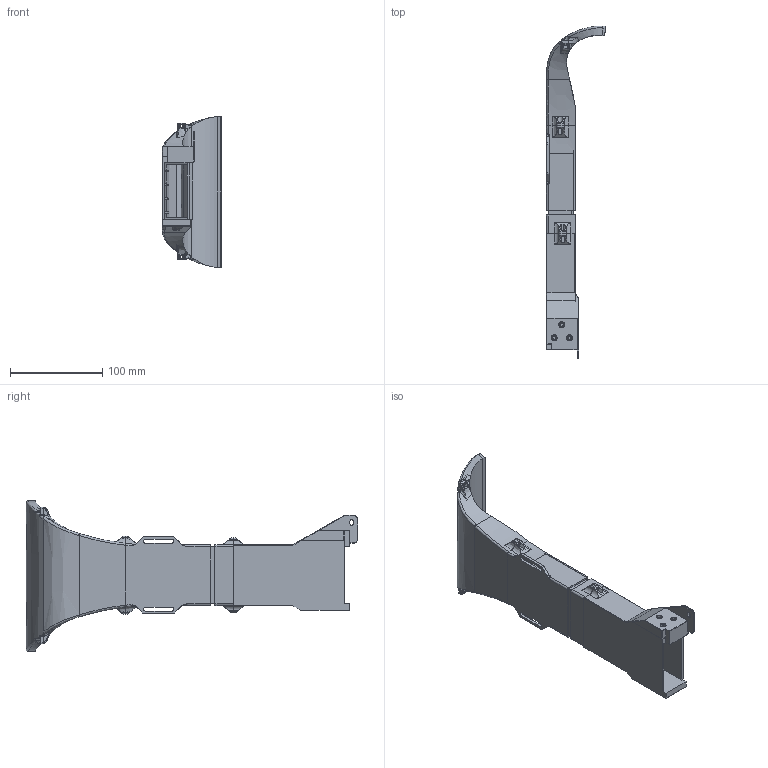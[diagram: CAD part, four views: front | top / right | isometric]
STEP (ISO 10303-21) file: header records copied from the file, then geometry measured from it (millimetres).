
FILE_DESCRIPTION(/* description */ (''),/* implementation_level */ '2;1');
FILE_NAME(/* name */ 'RSCS by A1.step',/* time_stamp */ '2025-05-26T00:08:57-04:00',/* author */ (''),/* organization */ (''),/* preprocessor_version */ 'ST-DEVELOPER v20.1',/* originating_system */ 'Autodesk Translation Framework v14.4.0.0',/* authorisation */ '');
FILE_SCHEMA (('AUTOMOTIVE_DESIGN { 1 0 10303 214 3 1 1 }'));
Length unit declared in the file: millimetre
Products named in the file (27): RSCS by A1; Vz-330_WEB; RSCS; Vz330 Remote Static Cooling System v21; fan duct ; Mid Bottom (1); Vz-330_WEB_1; RSCS_1; Vz330 Remote Static Cooling System v21_1; fan duct _1; mid top (1); Vz-330_WEB_2; RSCS_2; Vz330 Remote Static Cooling System v21_2; fan duct _2; top expander (1); Vz-330_WEB_3; RSCS_3; Vz330 Remote Static Cooling System v21_3; fan duct _3; Top oulet (1); Vz-330_WEB_4; RSCS_4; Vz330 Remote Static Cooling System v21 (1); fan duct  (1); Bottom (1)_1; Left ear
Assembly tree (26 placements, depth 6):
  RSCS by A1
    Vz-330_WEB
      RSCS
        Vz330 Remote Static Cooling System v21
          fan duct 
            Mid Bottom (1)
    Vz-330_WEB_1
      RSCS_1
        Vz330 Remote Static Cooling System v21_1
          fan duct _1
            mid top (1)
    Vz-330_WEB_2
      RSCS_2
        Vz330 Remote Static Cooling System v21_2
          fan duct _2
            top expander (1)
    Vz-330_WEB_3
      RSCS_3
        Vz330 Remote Static Cooling System v21_3
          fan duct _3
            Top oulet (1)
    Vz-330_WEB_4
      RSCS_4
        Vz330 Remote Static Cooling System v21 (1)
          fan duct  (1)
            Bottom (1)_1
      Left ear
Bounding box: 63.93 x 359.48 x 163 mm (x, y, z)
Volume: 225589.3 mm3; surface area: 198337.8 mm2
Topology: 6 solids, 6 shells, 584 faces, 1639 edges, 1064 vertices
Faces by surface type: plane 326, cylinder 133, bspline 108, torus 8, cone 6, sphere 3
Full cylindrical faces by diameter (mm): 3.2 x3, 3.4 x12, 4.2 x3, 5.5 x3, 6 x3
Entity records: 23929 total; most frequent: CARTESIAN_POINT 8635, ORIENTED_EDGE 3270, DIRECTION 2851, EDGE_CURVE 1635, VERTEX_POINT 1064, LINE 985, VECTOR 985, AXIS2_PLACEMENT_3D 933
